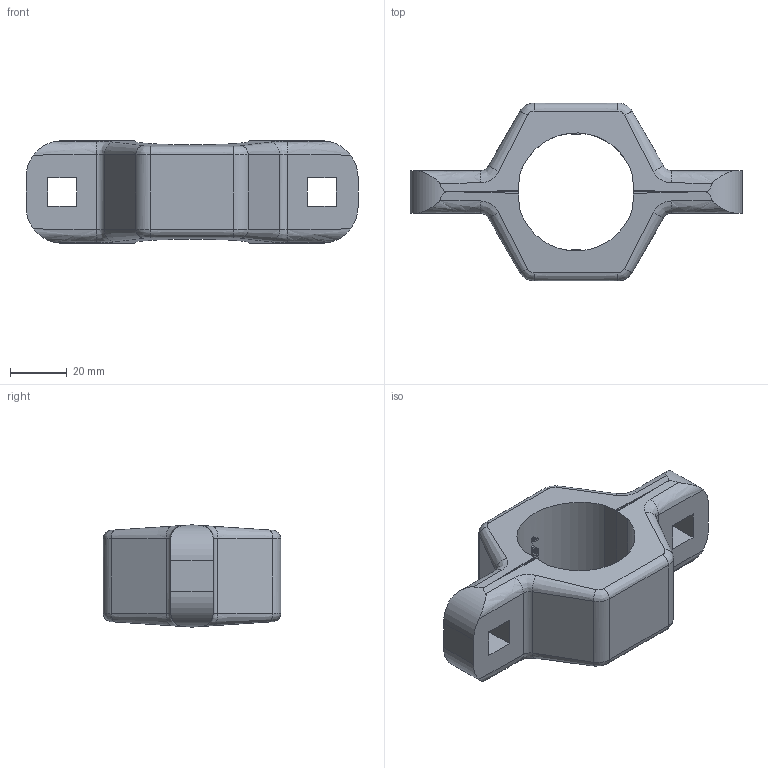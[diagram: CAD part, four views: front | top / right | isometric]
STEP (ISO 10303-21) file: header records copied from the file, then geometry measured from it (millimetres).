
FILE_DESCRIPTION (( 'STEP AP214' ), '1' );
FILE_NAME ('PHH1.25PXXXSA.STEP', '2021-07-12T19:51:31', ( 'Admin' ), ( '' ), 'SwSTEP 2.0', 'SolidWorks 2020', '' );
FILE_SCHEMA (( 'AUTOMOTIVE_DESIGN' ));
Length unit declared in the file: inch
Products named in the file (1): PHH1.25PXXXSA
Bounding box: 116.84 x 62.59 x 36.05 mm (x, y, z)
Volume: 88189.6 mm3; surface area: 20199 mm2
Topology: 1 solids, 1 shells, 236 faces, 596 edges, 376 vertices
Faces by surface type: bspline 104, plane 102, cylinder 30
Entity records: 14330 total; most frequent: CARTESIAN_POINT 9691, ORIENTED_EDGE 1192, EDGE_CURVE 596, DIRECTION 552, VERTEX_POINT 376, B_SPLINE_CURVE_WITH_KNOTS 306, EDGE_LOOP 256, FACE_OUTER_BOUND 236
